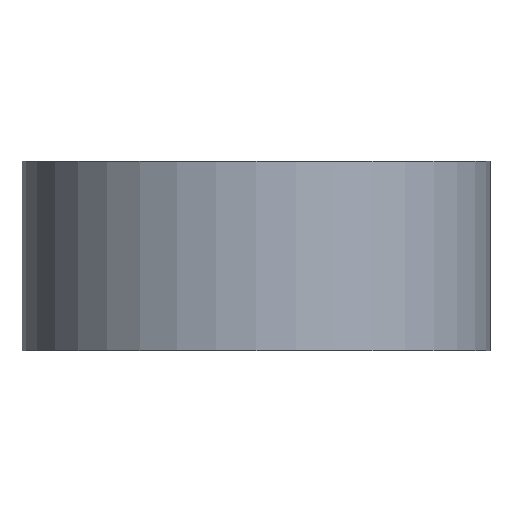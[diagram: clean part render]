
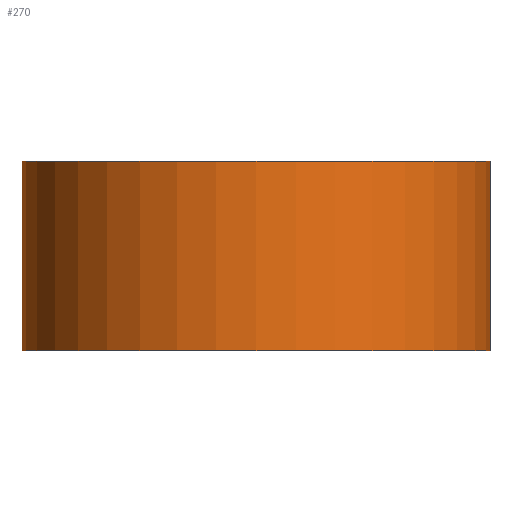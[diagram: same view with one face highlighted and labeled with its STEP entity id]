
A CAD part, front view. The second image highlights one B-rep face of the part: STEP entity #270.
In plain terms, the highlighted cylindrical face has radius 30.85 mm (diameter 61.7 mm), a partial arc.
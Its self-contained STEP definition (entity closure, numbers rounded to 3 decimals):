
#270 = ADVANCED_FACE( '', ( #396 ), #397, .T. );
#396 = FACE_OUTER_BOUND( '', #668, .T. );
#397 = CYLINDRICAL_SURFACE( '', #669, 30.85 );
#668 = EDGE_LOOP( '', ( #963, #964, #965, #966, #967, #968, #969, #970, #971, #972, #973, #974 ) );
#669 = AXIS2_PLACEMENT_3D( '', #975, #976, #977 );
#963 = ORIENTED_EDGE( '', *, *, #1953, .F. );
#964 = ORIENTED_EDGE( '', *, *, #1952, .T. );
#965 = ORIENTED_EDGE( '', *, *, #1954, .F. );
#966 = ORIENTED_EDGE( '', *, *, #1955, .F. );
#967 = ORIENTED_EDGE( '', *, *, #1956, .F. );
#968 = ORIENTED_EDGE( '', *, *, #1957, .F. );
#969 = ORIENTED_EDGE( '', *, *, #1958, .F. );
#970 = ORIENTED_EDGE( '', *, *, #1959, .F. );
#971 = ORIENTED_EDGE( '', *, *, #1941, .T. );
#972 = ORIENTED_EDGE( '', *, *, #1960, .T. );
#973 = ORIENTED_EDGE( '', *, *, #1961, .F. );
#974 = ORIENTED_EDGE( '', *, *, #1962, .F. );
#975 = CARTESIAN_POINT( '', ( 0., 0., -12.5 ) );
#976 = DIRECTION( '', ( 0., 0., -1. ) );
#977 = DIRECTION( '', ( -1., 0., 0. ) );
#1941 = EDGE_CURVE( '', #2266, #2264, #2267, .T. );
#1952 = EDGE_CURVE( '', #2281, #2285, #2287, .T. );
#1953 = EDGE_CURVE( '', #2281, #2288, #2289, .F. );
#1954 = EDGE_CURVE( '', #2290, #2285, #2291, .T. );
#1955 = EDGE_CURVE( '', #2292, #2290, #2293, .T. );
#1956 = EDGE_CURVE( '', #2294, #2292, #2295, .F. );
#1957 = EDGE_CURVE( '', #2296, #2294, #2297, .T. );
#1958 = EDGE_CURVE( '', #2298, #2296, #2299, .F. );
#1959 = EDGE_CURVE( '', #2266, #2298, #2300, .T. );
#1960 = EDGE_CURVE( '', #2264, #2301, #2302, .T. );
#1961 = EDGE_CURVE( '', #2303, #2301, #2304, .F. );
#1962 = EDGE_CURVE( '', #2288, #2303, #2305, .T. );
#2264 = VERTEX_POINT( '', #2800 );
#2266 = VERTEX_POINT( '', #2802 );
#2267 = CIRCLE( '', #2803, 30.85 );
#2281 = VERTEX_POINT( '', #2821 );
#2285 = VERTEX_POINT( '', #2826 );
#2287 = LINE( '', #2828, #2829 );
#2288 = VERTEX_POINT( '', #2830 );
#2289 = ELLIPSE( '', #2831, 53.785, 30.85 );
#2290 = VERTEX_POINT( '', #2832 );
#2291 = CIRCLE( '', #2833, 30.85 );
#2292 = VERTEX_POINT( '', #2834 );
#2293 = LINE( '', #2835, #2836 );
#2294 = VERTEX_POINT( '', #2837 );
#2295 = ELLIPSE( '', #2838, 53.785, 30.85 );
#2296 = VERTEX_POINT( '', #2839 );
#2297 = B_SPLINE_CURVE_WITH_KNOTS( '', 3, ( #2840, #2841, #2842, #2843, #2844, #2845, #2846, #2847, #2848, #2849, #2850, #2851, #2852, #2853, #2854, #2855 ), .UNSPECIFIED., .F., .F., ( 4, 2, 2, 2, 2, 2, 2, 4 ), ( 0., 0.001, 0.001, 0.002, 0.003, 0.003, 0.004, 0.005 ), .UNSPECIFIED. );
#2298 = VERTEX_POINT( '', #2856 );
#2299 = ELLIPSE( '', #2857, 53.785, 30.85 );
#2300 = LINE( '', #2858, #2859 );
#2301 = VERTEX_POINT( '', #2860 );
#2302 = LINE( '', #2861, #2862 );
#2303 = VERTEX_POINT( '', #2863 );
#2304 = ELLIPSE( '', #2864, 53.785, 30.85 );
#2305 = B_SPLINE_CURVE_WITH_KNOTS( '', 3, ( #2865, #2866, #2867, #2868, #2869, #2870, #2871, #2872, #2873, #2874, #2875, #2876, #2877, #2878, #2879, #2880 ), .UNSPECIFIED., .F., .F., ( 4, 2, 2, 2, 2, 2, 2, 4 ), ( 0., 0.001, 0.001, 0.002, 0.003, 0.003, 0.004, 0.005 ), .UNSPECIFIED. );
#2800 = CARTESIAN_POINT( '', ( 6.218, 30.217, -12.5 ) );
#2802 = CARTESIAN_POINT( '', ( -6.218, 30.217, -12.5 ) );
#2803 = AXIS2_PLACEMENT_3D( '', #3674, #3675, #3676 );
#2821 = CARTESIAN_POINT( '', ( 6.218, 30.217, 2.616 ) );
#2826 = CARTESIAN_POINT( '', ( 6.218, 30.217, 12.5 ) );
#2828 = CARTESIAN_POINT( '', ( 6.218, 30.217, -12.5 ) );
#2829 = VECTOR( '', #3697, 1000. );
#2830 = CARTESIAN_POINT( '', ( 6.501, 30.157, 2.294 ) );
#2831 = AXIS2_PLACEMENT_3D( '', #3698, #3699, #3700 );
#2832 = CARTESIAN_POINT( '', ( -6.218, 30.217, 12.5 ) );
#2833 = AXIS2_PLACEMENT_3D( '', #3701, #3702, #3703 );
#2834 = CARTESIAN_POINT( '', ( -6.218, 30.217, 2.616 ) );
#2835 = CARTESIAN_POINT( '', ( -6.218, 30.217, -12.5 ) );
#2836 = VECTOR( '', #3704, 1000. );
#2837 = CARTESIAN_POINT( '', ( -6.501, 30.157, 2.294 ) );
#2838 = AXIS2_PLACEMENT_3D( '', #3705, #3706, #3707 );
#2839 = CARTESIAN_POINT( '', ( -6.501, 30.157, -2.294 ) );
#2840 = CARTESIAN_POINT( '', ( -6.501, 30.157, -2.294 ) );
#2841 = CARTESIAN_POINT( '', ( -6.64, 30.127, -2.136 ) );
#2842 = CARTESIAN_POINT( '', ( -6.767, 30.099, -1.97 ) );
#2843 = CARTESIAN_POINT( '', ( -6.991, 30.048, -1.617 ) );
#2844 = CARTESIAN_POINT( '', ( -7.09, 30.024, -1.43 ) );
#2845 = CARTESIAN_POINT( '', ( -7.252, 29.986, -1.039 ) );
#2846 = CARTESIAN_POINT( '', ( -7.314, 29.97, -0.839 ) );
#2847 = CARTESIAN_POINT( '', ( -7.399, 29.95, -0.428 ) );
#2848 = CARTESIAN_POINT( '', ( -7.421, 29.944, -0.216 ) );
#2849 = CARTESIAN_POINT( '', ( -7.422, 29.944, 0.209 ) );
#2850 = CARTESIAN_POINT( '', ( -7.4, 29.949, 0.418 ) );
#2851 = CARTESIAN_POINT( '', ( -7.317, 29.97, 0.831 ) );
#2852 = CARTESIAN_POINT( '', ( -7.253, 29.985, 1.036 ) );
#2853 = CARTESIAN_POINT( '', ( -7.012, 30.043, 1.62 ) );
#2854 = CARTESIAN_POINT( '', ( -6.78, 30.097, 1.978 ) );
#2855 = CARTESIAN_POINT( '', ( -6.501, 30.157, 2.294 ) );
#2856 = CARTESIAN_POINT( '', ( -6.218, 30.217, -2.616 ) );
#2857 = AXIS2_PLACEMENT_3D( '', #3708, #3709, #3710 );
#2858 = CARTESIAN_POINT( '', ( -6.218, 30.217, -12.5 ) );
#2859 = VECTOR( '', #3711, 1000. );
#2860 = CARTESIAN_POINT( '', ( 6.218, 30.217, -2.616 ) );
#2861 = CARTESIAN_POINT( '', ( 6.218, 30.217, -12.5 ) );
#2862 = VECTOR( '', #3712, 1000. );
#2863 = CARTESIAN_POINT( '', ( 6.501, 30.157, -2.294 ) );
#2864 = AXIS2_PLACEMENT_3D( '', #3713, #3714, #3715 );
#2865 = CARTESIAN_POINT( '', ( 6.501, 30.157, 2.294 ) );
#2866 = CARTESIAN_POINT( '', ( 6.64, 30.127, 2.136 ) );
#2867 = CARTESIAN_POINT( '', ( 6.767, 30.099, 1.97 ) );
#2868 = CARTESIAN_POINT( '', ( 6.991, 30.048, 1.617 ) );
#2869 = CARTESIAN_POINT( '', ( 7.09, 30.024, 1.43 ) );
#2870 = CARTESIAN_POINT( '', ( 7.252, 29.986, 1.039 ) );
#2871 = CARTESIAN_POINT( '', ( 7.314, 29.97, 0.839 ) );
#2872 = CARTESIAN_POINT( '', ( 7.399, 29.95, 0.428 ) );
#2873 = CARTESIAN_POINT( '', ( 7.421, 29.944, 0.216 ) );
#2874 = CARTESIAN_POINT( '', ( 7.422, 29.944, -0.209 ) );
#2875 = CARTESIAN_POINT( '', ( 7.4, 29.949, -0.418 ) );
#2876 = CARTESIAN_POINT( '', ( 7.317, 29.97, -0.831 ) );
#2877 = CARTESIAN_POINT( '', ( 7.253, 29.985, -1.036 ) );
#2878 = CARTESIAN_POINT( '', ( 7.012, 30.043, -1.62 ) );
#2879 = CARTESIAN_POINT( '', ( 6.78, 30.097, -1.978 ) );
#2880 = CARTESIAN_POINT( '', ( 6.501, 30.157, -2.294 ) );
#3674 = CARTESIAN_POINT( '', ( 0., 0., -12.5 ) );
#3675 = DIRECTION( '', ( 0., 0., 1. ) );
#3676 = DIRECTION( '', ( 1., 0., 0. ) );
#3697 = DIRECTION( '', ( 0., 0., 1. ) );
#3698 = CARTESIAN_POINT( '', ( 0., 0., 30.12 ) );
#3699 = DIRECTION( '', ( 0.73, 0.372, 0.574 ) );
#3700 = DIRECTION( '', ( -0.511, -0.26, 0.819 ) );
#3701 = CARTESIAN_POINT( '', ( 0., 0., 12.5 ) );
#3702 = DIRECTION( '', ( 0., 0., 1. ) );
#3703 = DIRECTION( '', ( 1., 0., 0. ) );
#3704 = DIRECTION( '', ( 0., 0., 1. ) );
#3705 = CARTESIAN_POINT( '', ( 0., 0., 30.12 ) );
#3706 = DIRECTION( '', ( -0.73, 0.372, 0.574 ) );
#3707 = DIRECTION( '', ( 0.511, -0.26, 0.819 ) );
#3708 = CARTESIAN_POINT( '', ( 0., 0., -30.12 ) );
#3709 = DIRECTION( '', ( -0.73, 0.372, -0.574 ) );
#3710 = DIRECTION( '', ( -0.511, 0.26, 0.819 ) );
#3711 = DIRECTION( '', ( 0., 0., 1. ) );
#3712 = DIRECTION( '', ( 0., 0., 1. ) );
#3713 = CARTESIAN_POINT( '', ( 0., 0., -30.12 ) );
#3714 = DIRECTION( '', ( 0.73, 0.372, -0.574 ) );
#3715 = DIRECTION( '', ( 0.511, 0.26, 0.819 ) );
